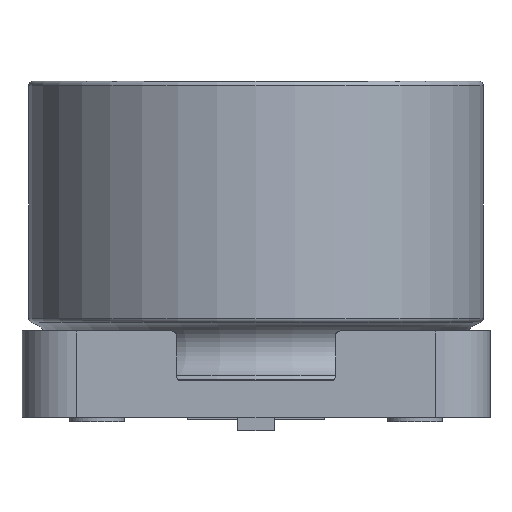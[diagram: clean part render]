
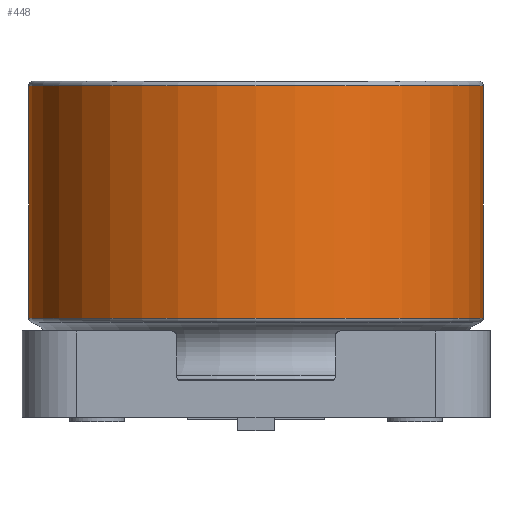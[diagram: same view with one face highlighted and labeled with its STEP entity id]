
A CAD part, left-side view. The second image highlights one B-rep face of the part: STEP entity #448.
In plain terms, the highlighted cylindrical face has radius 5 mm (diameter 10 mm), a full revolution.
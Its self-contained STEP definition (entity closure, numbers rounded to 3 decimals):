
#220=CYLINDRICAL_SURFACE('',#2509,5.);
#448=ADVANCED_FACE('',(#602,#603),#220,.T.);
#602=FACE_BOUND('',#680,.T.);
#603=FACE_BOUND('',#681,.T.);
#680=EDGE_LOOP('',(#1139));
#681=EDGE_LOOP('',(#1140));
#802=CIRCLE('',#2507,5.);
#803=CIRCLE('',#2508,5.);
#1139=ORIENTED_EDGE('',*,*,#1860,.T.);
#1140=ORIENTED_EDGE('',*,*,#1861,.T.);
#1609=VERTEX_POINT('',#3786);
#1610=VERTEX_POINT('',#3788);
#1860=EDGE_CURVE('',#1609,#1609,#802,.T.);
#1861=EDGE_CURVE('',#1610,#1610,#803,.T.);
#2507=AXIS2_PLACEMENT_3D('',#3785,#2935,#2936);
#2508=AXIS2_PLACEMENT_3D('',#3787,#2937,#2938);
#2509=AXIS2_PLACEMENT_3D('',#3789,#2939,#2940);
#2935=DIRECTION('',(0.,0.,1.));
#2936=DIRECTION('',(1.,0.,0.));
#2937=DIRECTION('',(0.,0.,-1.));
#2938=DIRECTION('',(-1.,0.,0.));
#2939=DIRECTION('',(0.,0.,-1.));
#2940=DIRECTION('',(-1.,0.,0.));
#3785=CARTESIAN_POINT('',(0.,0.,2.178));
#3786=CARTESIAN_POINT('',(5.,0.,2.178));
#3787=CARTESIAN_POINT('',(0.,0.,7.3));
#3788=CARTESIAN_POINT('',(-5.,0.,7.3));
#3789=CARTESIAN_POINT('',(0.,0.,0.));
